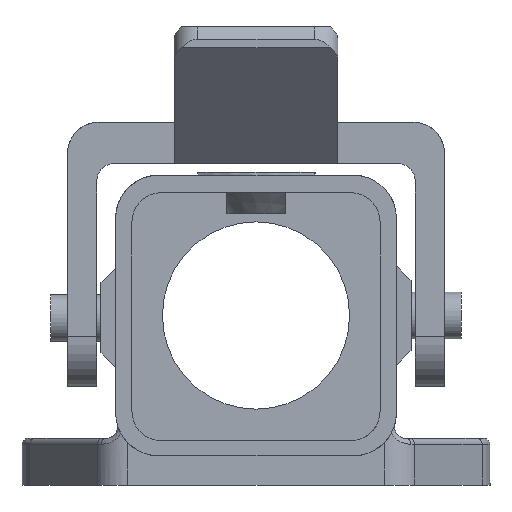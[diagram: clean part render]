
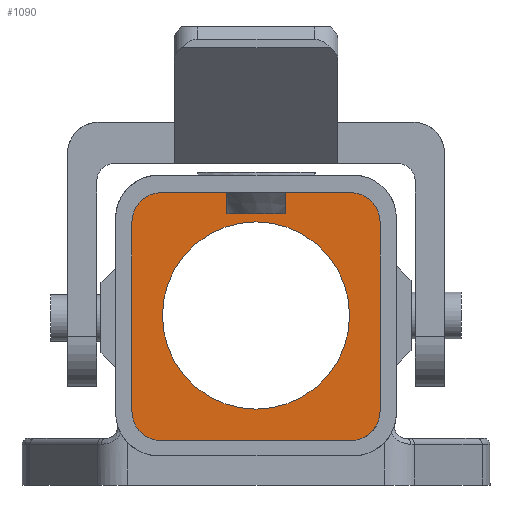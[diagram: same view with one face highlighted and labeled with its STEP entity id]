
A CAD part, front view. The second image highlights one B-rep face of the part: STEP entity #1090.
In plain terms, the highlighted planar face has unit normal (0, -1, 0).
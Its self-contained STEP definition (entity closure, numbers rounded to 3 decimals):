
#701=FACE_BOUND('',#1585,.T.);
#702=FACE_BOUND('',#1586,.T.);
#788=PLANE('',#5046);
#942=CIRCLE('',#5022,8.);
#948=CIRCLE('',#5033,2.5);
#950=CIRCLE('',#5041,2.5);
#1090=ADVANCED_FACE('',(#701,#702),#788,.F.);
#1585=EDGE_LOOP('',(#2780));
#1586=EDGE_LOOP('',(#2781,#2782,#2783,#2784,#2785,#2786,#2787,#2788,#2789,
#2790));
#1861=LINE('',#6672,#2271);
#1865=LINE('',#6680,#2275);
#1873=LINE('',#6694,#2283);
#1876=LINE('',#6703,#2286);
#1878=LINE('',#6706,#2288);
#1881=LINE('',#6711,#2291);
#1883=LINE('',#6715,#2293);
#1884=LINE('',#6717,#2294);
#2271=VECTOR('',#5467,1.);
#2275=VECTOR('',#5475,1.);
#2283=VECTOR('',#5487,1.);
#2286=VECTOR('',#5498,1.);
#2288=VECTOR('',#5500,1.);
#2291=VECTOR('',#5505,1.);
#2293=VECTOR('',#5509,1.);
#2294=VECTOR('',#5510,1.);
#2780=ORIENTED_EDGE('',*,*,#4265,.F.);
#2781=ORIENTED_EDGE('',*,*,#4311,.F.);
#2782=ORIENTED_EDGE('',*,*,#4312,.F.);
#2783=ORIENTED_EDGE('',*,*,#4306,.F.);
#2784=ORIENTED_EDGE('',*,*,#4281,.F.);
#2785=ORIENTED_EDGE('',*,*,#4291,.F.);
#2786=ORIENTED_EDGE('',*,*,#4287,.F.);
#2787=ORIENTED_EDGE('',*,*,#4299,.F.);
#2788=ORIENTED_EDGE('',*,*,#4302,.F.);
#2789=ORIENTED_EDGE('',*,*,#4304,.F.);
#2790=ORIENTED_EDGE('',*,*,#4309,.F.);
#3858=VERTEX_POINT('',#6611);
#3872=VERTEX_POINT('',#6658);
#3873=VERTEX_POINT('',#6660);
#3875=VERTEX_POINT('',#6666);
#3878=VERTEX_POINT('',#6671);
#3884=VERTEX_POINT('',#6693);
#3886=VERTEX_POINT('',#6699);
#3887=VERTEX_POINT('',#6704);
#3888=VERTEX_POINT('',#6707);
#3889=VERTEX_POINT('',#6712);
#3890=VERTEX_POINT('',#6716);
#4265=EDGE_CURVE('',#3858,#3858,#942,.T.);
#4281=EDGE_CURVE('',#3872,#3873,#948,.T.);
#4287=EDGE_CURVE('',#3878,#3875,#1861,.T.);
#4291=EDGE_CURVE('',#3875,#3872,#1865,.T.);
#4299=EDGE_CURVE('',#3884,#3878,#1873,.T.);
#4302=EDGE_CURVE('',#3886,#3884,#950,.T.);
#4304=EDGE_CURVE('',#3887,#3886,#1876,.T.);
#4306=EDGE_CURVE('',#3873,#3888,#1878,.T.);
#4309=EDGE_CURVE('',#3889,#3887,#1881,.T.);
#4311=EDGE_CURVE('',#3890,#3889,#1883,.T.);
#4312=EDGE_CURVE('',#3888,#3890,#1884,.T.);
#5022=AXIS2_PLACEMENT_3D('',#6610,#5428,#5429);
#5033=AXIS2_PLACEMENT_3D('',#6659,#5457,#5458);
#5041=AXIS2_PLACEMENT_3D('',#6700,#5492,#5493);
#5046=AXIS2_PLACEMENT_3D('',#6718,#5511,#5512);
#5428=DIRECTION('',(0.,-1.,0.));
#5429=DIRECTION('',(1.,0.,0.));
#5457=DIRECTION('',(0.,1.,0.));
#5458=DIRECTION('',(-1.,0.,0.));
#5467=DIRECTION('',(-1.,0.,0.));
#5475=DIRECTION('',(0.,0.,1.));
#5487=DIRECTION('',(0.,0.,-1.));
#5492=DIRECTION('',(0.,1.,0.));
#5493=DIRECTION('',(0.,0.,1.));
#5498=DIRECTION('',(1.,0.,0.));
#5500=DIRECTION('',(1.,0.,0.));
#5505=DIRECTION('',(0.,0.,1.));
#5509=DIRECTION('',(1.,0.,0.));
#5510=DIRECTION('',(0.,0.,-1.));
#5511=DIRECTION('',(0.,1.,0.));
#5512=DIRECTION('',(1.,0.,0.));
#6610=CARTESIAN_POINT('',(0.,8.5,14.5));
#6611=CARTESIAN_POINT('',(8.,8.5,14.5));
#6658=CARTESIAN_POINT('',(-10.6,8.5,22.5));
#6659=CARTESIAN_POINT('',(-8.1,8.5,22.5));
#6660=CARTESIAN_POINT('',(-8.1,8.5,25.));
#6666=CARTESIAN_POINT('',(-10.6,8.5,3.));
#6671=CARTESIAN_POINT('',(10.6,8.5,3.));
#6672=CARTESIAN_POINT('',(10.6,8.5,3.));
#6680=CARTESIAN_POINT('',(-10.6,8.5,3.));
#6693=CARTESIAN_POINT('',(10.6,8.5,22.5));
#6694=CARTESIAN_POINT('',(10.6,8.5,22.5));
#6699=CARTESIAN_POINT('',(8.1,8.5,25.));
#6700=CARTESIAN_POINT('',(8.1,8.5,22.5));
#6703=CARTESIAN_POINT('',(2.5,8.5,25.));
#6704=CARTESIAN_POINT('',(2.5,8.5,25.));
#6706=CARTESIAN_POINT('',(-8.1,8.5,25.));
#6707=CARTESIAN_POINT('',(-2.5,8.5,25.));
#6711=CARTESIAN_POINT('',(2.5,8.5,23.2));
#6712=CARTESIAN_POINT('',(2.5,8.5,23.2));
#6715=CARTESIAN_POINT('',(-2.5,8.5,23.2));
#6716=CARTESIAN_POINT('',(-2.5,8.5,23.2));
#6717=CARTESIAN_POINT('',(-2.5,8.5,25.));
#6718=CARTESIAN_POINT('',(-11.23,8.5,25.63));
